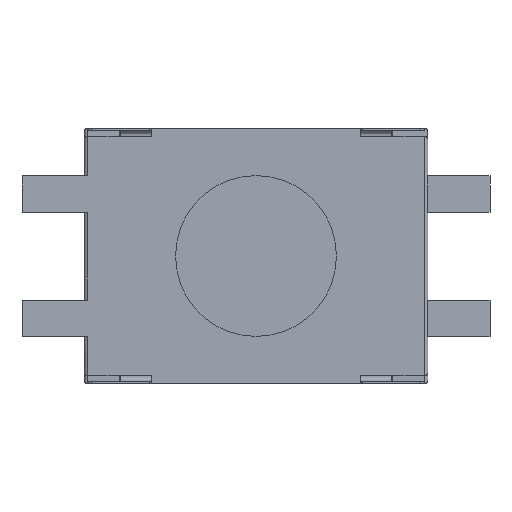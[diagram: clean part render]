
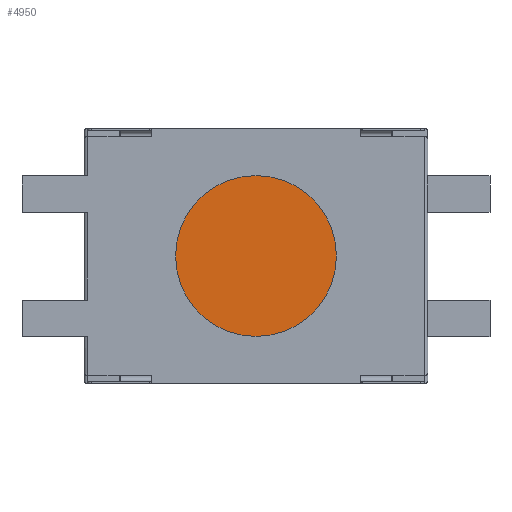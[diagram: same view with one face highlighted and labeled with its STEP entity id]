
A CAD part, front view. The second image highlights one B-rep face of the part: STEP entity #4950.
In plain terms, the highlighted planar face has unit normal (0, -1, 0).
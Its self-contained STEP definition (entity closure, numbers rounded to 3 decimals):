
#107 = CARTESIAN_POINT ( 'NONE',  ( 0., 0.055, 0. ) ) ;
#323 = VERTEX_POINT ( 'NONE', #3036 ) ;
#638 = AXIS2_PLACEMENT_3D ( 'NONE', #107, #750, #8144 ) ;
#709 = PLANE ( 'NONE',  #638 ) ;
#750 = DIRECTION ( 'NONE',  ( 0., -1., 0. ) ) ;
#932 = EDGE_LOOP ( 'NONE', ( #5102, #7924 ) ) ;
#1908 = DIRECTION ( 'NONE',  ( 0., -1., 0. ) ) ;
#1993 = CARTESIAN_POINT ( 'NONE',  ( 0., 0.055, 0. ) ) ;
#2585 = AXIS2_PLACEMENT_3D ( 'NONE', #4709, #8034, #3867 ) ;
#3036 = CARTESIAN_POINT ( 'NONE',  ( 0., 0.055, 1.1 ) ) ;
#3275 = DIRECTION ( 'NONE',  ( 0., 0., -1. ) ) ;
#3299 = CIRCLE ( 'NONE', #6661, 1.1 ) ;
#3867 = DIRECTION ( 'NONE',  ( 0., 0., -1. ) ) ;
#4709 = CARTESIAN_POINT ( 'NONE',  ( 0., 0.055, 0. ) ) ;
#4717 = VERTEX_POINT ( 'NONE', #8642 ) ;
#4950 = ADVANCED_FACE ( 'NONE', ( #5487 ), #709, .T. ) ;
#5102 = ORIENTED_EDGE ( 'NONE', *, *, #8647, .T. ) ;
#5487 = FACE_OUTER_BOUND ( 'NONE', #932, .T. ) ;
#5942 = CIRCLE ( 'NONE', #2585, 1.1 ) ;
#6661 = AXIS2_PLACEMENT_3D ( 'NONE', #1993, #1908, #3275 ) ;
#7924 = ORIENTED_EDGE ( 'NONE', *, *, #8250, .T. ) ;
#8034 = DIRECTION ( 'NONE',  ( 0., -1., 0. ) ) ;
#8144 = DIRECTION ( 'NONE',  ( 0., 0., -1. ) ) ;
#8250 = EDGE_CURVE ( 'NONE', #323, #4717, #5942, .T. ) ;
#8642 = CARTESIAN_POINT ( 'NONE',  ( 0., 0.055, -1.1 ) ) ;
#8647 = EDGE_CURVE ( 'NONE', #4717, #323, #3299, .T. ) ;
